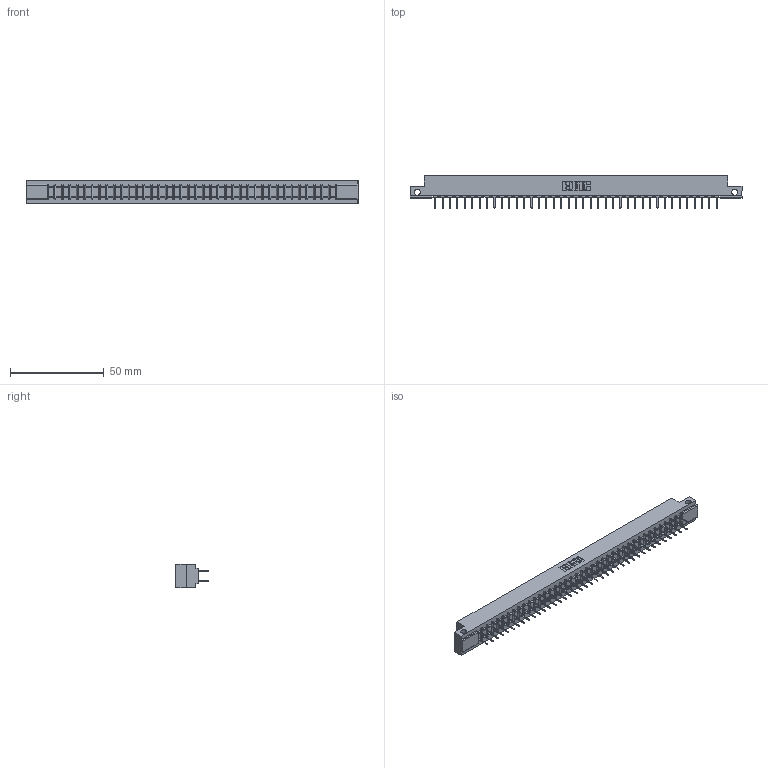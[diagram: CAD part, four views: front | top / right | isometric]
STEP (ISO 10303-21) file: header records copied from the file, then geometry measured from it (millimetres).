
FILE_DESCRIPTION (( 'STEP AP203' ), '1' );
FILE_NAME ('357-078-524-212.STEP', '2018-08-12T22:22:26', ( '' ), ( '' ), 'SwSTEP 2.0', 'SolidWorks 2016', '' );
FILE_SCHEMA (( 'CONFIG_CONTROL_DESIGN' ));
Length unit declared in the file: inch
Products named in the file (3): 307 Part_.128 Dia Side Mounting Holes; 307-290-001_524; 357-078-524-212
Assembly tree (79 placements, depth 2):
  357-078-524-212
    307 Part_.128 Dia Side Mounting Holes
    307-290-001_524  x78
Bounding box: 177.55 x 17.42 x 12.7 mm (x, y, z)
Volume: 18691.3 mm3; surface area: 22528.4 mm2
Topology: 79 solids, 79 shells, 3746 faces, 10463 edges, 6762 vertices
Faces by surface type: plane 2488, cylinder 1178, sphere 80
Entity records: 35022 total; most frequent: CARTESIAN_POINT 5727, ORIENTED_EDGE 5674, DIRECTION 5611, EDGE_CURVE 2837, LINE 2175, VECTOR 2175, VERTEX_POINT 1834, AXIS2_PLACEMENT_3D 1718
